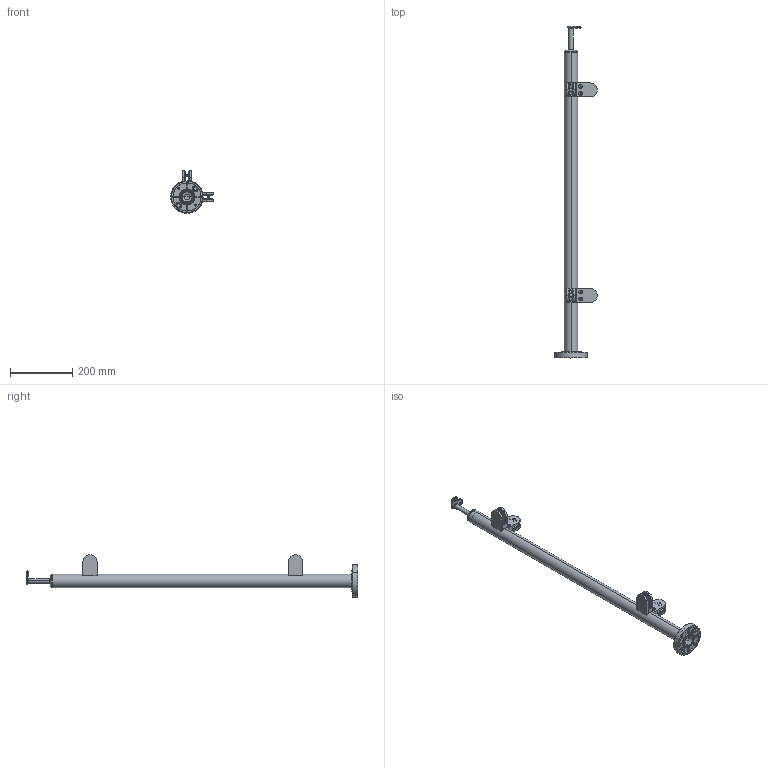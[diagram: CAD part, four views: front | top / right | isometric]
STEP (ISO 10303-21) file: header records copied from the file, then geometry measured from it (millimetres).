
FILE_DESCRIPTION (( 'STEP AP203' ), '1' );
FILE_NAME ('A-VR110-4G90.STEP', '2021-10-13T10:11:51', ( '' ), ( '' ), 'SwSTEP 2.0', 'SolidWorks 2019', '' );
FILE_SCHEMA (( 'CONFIG_CONTROL_DESIGN' ));
Length unit declared in the file: millimetre
Products named in the file (15): A-2200-042 P2; screw_iso_10642-m6x15-8_8; A-2200-042-tesnenie; A-2200-042 P1; A-0940-042-N; A-VR110-4G90; A-0710-842-UP; A-2200-042 P4; A-VR110-4G90-M8-TUBE; A19-22-008; A-0512-042; A-2200-042 P3
Assembly tree (40 placements, depth 3):
  A-VR110-4G90
    A-2200-042-tesnenie
      A19-22-008  x2
      A-2200-042 P1
      A-2200-042 P2
      A-2200-042 P3
      A-2200-042 P4
      screw_iso_10642-m6x15-8_8  x2
    A-2200-042-tesnenie
      A19-22-008  x2
      A-2200-042 P1
      A-2200-042 P2
      A-2200-042 P3
      A-2200-042 P4
      screw_iso_10642-m6x15-8_8  x2
    A-2200-042-tesnenie
      A19-22-008  x2
      A-2200-042 P1
      A-2200-042 P2
      A-2200-042 P3
      A-2200-042 P4
      screw_iso_10642-m6x15-8_8  x2
    A-2200-042-tesnenie
      A19-22-008  x2
      A-2200-042 P1
      A-2200-042 P2
      A-2200-042 P3
      A-2200-042 P4
      screw_iso_10642-m6x15-8_8  x2
    A-VR110-4G90-M8-TUBE
    A-0940-042-N
    A-0512-042
    A-0710-842-UP
Bounding box: 136.7 x 1062.79 x 136.7 mm (x, y, z)
Volume: 516060.3 mm3; surface area: 419337.5 mm2
Topology: 36 solids, 36 shells, 2407 faces, 5870 edges, 3588 vertices
Faces by surface type: cylinder 965, plane 806, torus 332, bspline 174, cone 90, sphere 40
Entity records: 23035 total; most frequent: CARTESIAN_POINT 6758, DIRECTION 3008, ORIENTED_EDGE 2902, EDGE_CURVE 1451, AXIS2_PLACEMENT_3D 1146, VERTEX_POINT 903, LINE 716, VECTOR 716
